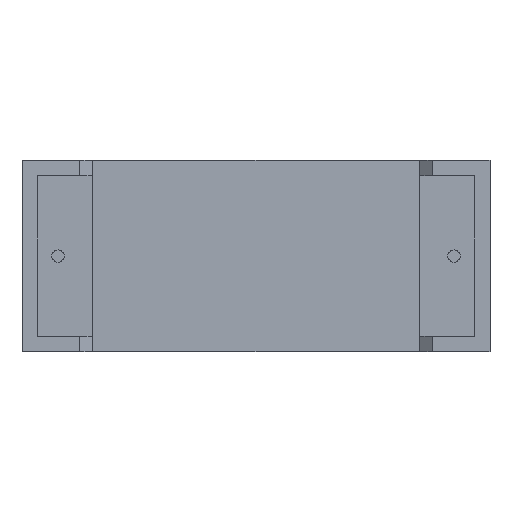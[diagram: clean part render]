
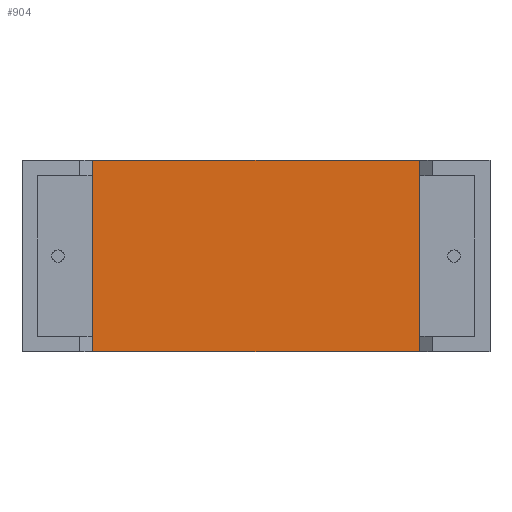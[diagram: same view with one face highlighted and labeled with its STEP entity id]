
A CAD part, front view. The second image highlights one B-rep face of the part: STEP entity #904.
In plain terms, the highlighted planar face has unit normal (0, -1, 0).
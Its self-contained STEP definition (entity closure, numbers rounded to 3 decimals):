
#209 = LINE ( 'NONE', #1156, #2273 ) ;
#232 = DIRECTION ( 'NONE',  ( -1., 0., 0. ) ) ;
#235 = EDGE_CURVE ( 'NONE', #1969, #736, #2853, .T. ) ;
#264 = VECTOR ( 'NONE', #232, 1000. ) ;
#466 = EDGE_CURVE ( 'NONE', #1969, #1864, #209, .T. ) ;
#468 = LINE ( 'NONE', #2413, #264 ) ;
#523 = CARTESIAN_POINT ( 'NONE',  ( 4.903, 0.769, 0. ) ) ;
#564 = CARTESIAN_POINT ( 'NONE',  ( 27.597, 0.769, 0. ) ) ;
#570 = ORIENTED_EDGE ( 'NONE', *, *, #2036, .T. ) ;
#572 = EDGE_LOOP ( 'NONE', ( #570, #2200, #1185, #2689 ) ) ;
#671 = CARTESIAN_POINT ( 'NONE',  ( 4.903, 0.769, 13.3 ) ) ;
#732 = LINE ( 'NONE', #523, #896 ) ;
#736 = VERTEX_POINT ( 'NONE', #1198 ) ;
#747 = DIRECTION ( 'NONE',  ( 0., 0., 1. ) ) ;
#763 = DIRECTION ( 'NONE',  ( 0., 1., 0. ) ) ;
#896 = VECTOR ( 'NONE', #747, 1000. ) ;
#904 = ADVANCED_FACE ( 'NONE', ( #1142 ), #2088, .F. ) ;
#918 = EDGE_CURVE ( 'NONE', #1864, #1199, #732, .T. ) ;
#974 = DIRECTION ( 'NONE',  ( -1., 0., 0. ) ) ;
#1051 = AXIS2_PLACEMENT_3D ( 'NONE', #1958, #763, #1174 ) ;
#1142 = FACE_OUTER_BOUND ( 'NONE', #572, .T. ) ;
#1156 = CARTESIAN_POINT ( 'NONE',  ( 16.25, 0.769, 0. ) ) ;
#1174 = DIRECTION ( 'NONE',  ( -1., 0., 0. ) ) ;
#1185 = ORIENTED_EDGE ( 'NONE', *, *, #466, .F. ) ;
#1198 = CARTESIAN_POINT ( 'NONE',  ( 27.597, 0.769, 13.3 ) ) ;
#1199 = VERTEX_POINT ( 'NONE', #671 ) ;
#1726 = CARTESIAN_POINT ( 'NONE',  ( 4.903, 0.769, 0. ) ) ;
#1864 = VERTEX_POINT ( 'NONE', #1726 ) ;
#1958 = CARTESIAN_POINT ( 'NONE',  ( 16.25, 0.769, 0. ) ) ;
#1969 = VERTEX_POINT ( 'NONE', #3051 ) ;
#2036 = EDGE_CURVE ( 'NONE', #736, #1199, #468, .T. ) ;
#2088 = PLANE ( 'NONE',  #1051 ) ;
#2200 = ORIENTED_EDGE ( 'NONE', *, *, #918, .F. ) ;
#2273 = VECTOR ( 'NONE', #974, 1000. ) ;
#2401 = DIRECTION ( 'NONE',  ( 0., 0., 1. ) ) ;
#2413 = CARTESIAN_POINT ( 'NONE',  ( 16.25, 0.769, 13.3 ) ) ;
#2689 = ORIENTED_EDGE ( 'NONE', *, *, #235, .T. ) ;
#2853 = LINE ( 'NONE', #564, #2990 ) ;
#2990 = VECTOR ( 'NONE', #2401, 1000. ) ;
#3051 = CARTESIAN_POINT ( 'NONE',  ( 27.597, 0.769, 0. ) ) ;
